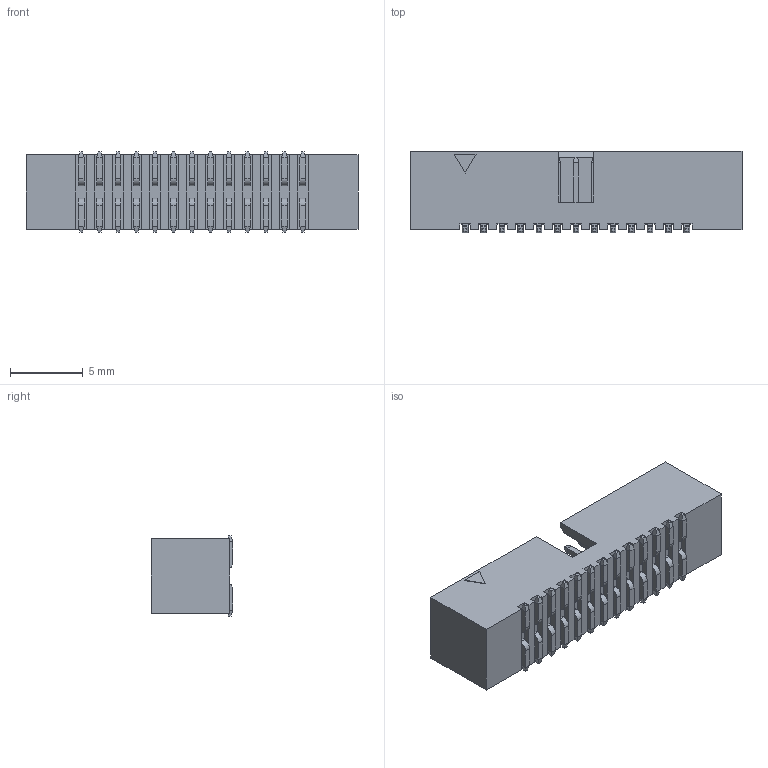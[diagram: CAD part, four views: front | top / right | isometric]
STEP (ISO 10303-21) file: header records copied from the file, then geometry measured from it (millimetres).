
FILE_DESCRIPTION (( 'STEP AP214' ), '1' );
FILE_NAME ('3220-26-0300.STEP', '2017-08-21T14:53:53', ( '' ), ( '' ), 'SwSTEP 2.0', 'SolidWorks 2016', '' );
FILE_SCHEMA (( 'AUTOMOTIVE_DESIGN' ));
Length unit declared in the file: millimetre
Products named in the file (3): 00-T-SMT; 00-H; 3220-26-0300
Assembly tree (2 placements, depth 2):
  3220-26-0300
    00-H
    00-T-SMT
Bounding box: 22.81 x 5.6 x 5.5 mm (x, y, z)
Volume: 350.4 mm3; surface area: 1018.2 mm2
Topology: 27 solids, 27 shells, 543 faces, 1252 edges, 764 vertices
Faces by surface type: plane 491, cylinder 52
Entity records: 15189 total; most frequent: CARTESIAN_POINT 2564, ORIENTED_EDGE 2504, DIRECTION 2452, EDGE_CURVE 1252, LINE 1148, VECTOR 1148, VERTEX_POINT 764, AXIS2_PLACEMENT_3D 652
